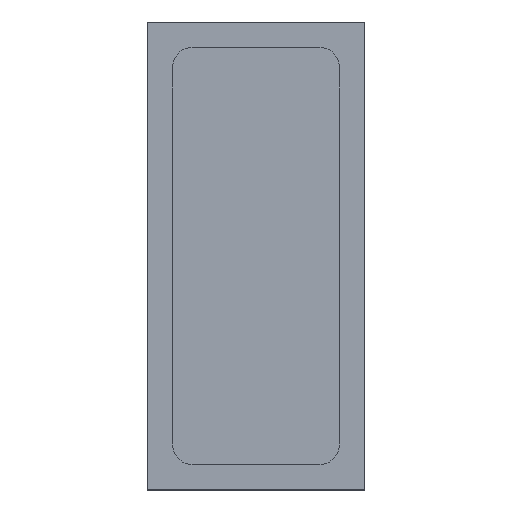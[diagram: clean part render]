
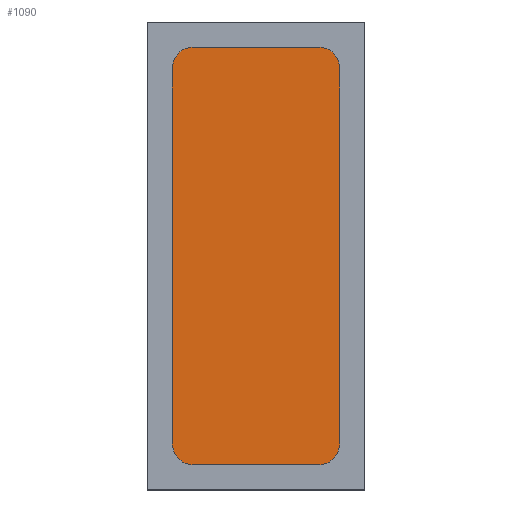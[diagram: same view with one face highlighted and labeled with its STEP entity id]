
A CAD part, top view. The second image highlights one B-rep face of the part: STEP entity #1090.
In plain terms, the highlighted planar face has unit normal (0, 0, 1).
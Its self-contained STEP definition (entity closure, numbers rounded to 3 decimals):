
#59 = CIRCLE ( 'NONE', #169, 5. ) ;
#62 = EDGE_CURVE ( 'NONE', #1436, #1213, #1141, .T. ) ;
#74 = DIRECTION ( 'NONE',  ( 1., 0., 0. ) ) ;
#111 = VECTOR ( 'NONE', #74, 1000. ) ;
#132 = EDGE_CURVE ( 'NONE', #1234, #534, #880, .T. ) ;
#169 = AXIS2_PLACEMENT_3D ( 'NONE', #987, #716, #449 ) ;
#173 = EDGE_CURVE ( 'NONE', #1213, #1076, #307, .T. ) ;
#199 = CARTESIAN_POINT ( 'NONE',  ( 32., -45., 16.5 ) ) ;
#202 = CARTESIAN_POINT ( 'NONE',  ( 72., 50., 16.5 ) ) ;
#215 = AXIS2_PLACEMENT_3D ( 'NONE', #298, #860, #460 ) ;
#233 = EDGE_CURVE ( 'NONE', #628, #891, #1730, .T. ) ;
#245 = VECTOR ( 'NONE', #326, 1000. ) ;
#246 = AXIS2_PLACEMENT_3D ( 'NONE', #697, #856, #714 ) ;
#248 = CARTESIAN_POINT ( 'NONE',  ( 37., 50., 16.5 ) ) ;
#265 = DIRECTION ( 'NONE',  ( -1., 0., 0. ) ) ;
#298 = CARTESIAN_POINT ( 'NONE',  ( 67., -45., 16.5 ) ) ;
#307 = LINE ( 'NONE', #1275, #1652 ) ;
#326 = DIRECTION ( 'NONE',  ( 0., 1., 0. ) ) ;
#401 = ORIENTED_EDGE ( 'NONE', *, *, #853, .F. ) ;
#402 = PLANE ( 'NONE',  #1292 ) ;
#421 = CARTESIAN_POINT ( 'NONE',  ( 72., 45., 16.5 ) ) ;
#442 = EDGE_CURVE ( 'NONE', #534, #628, #597, .T. ) ;
#449 = DIRECTION ( 'NONE',  ( -1., 0., 0. ) ) ;
#460 = DIRECTION ( 'NONE',  ( -1., 0., 0. ) ) ;
#534 = VERTEX_POINT ( 'NONE', #845 ) ;
#584 = ORIENTED_EDGE ( 'NONE', *, *, #173, .F. ) ;
#597 = CIRCLE ( 'NONE', #1539, 5. ) ;
#628 = VERTEX_POINT ( 'NONE', #248 ) ;
#653 = DIRECTION ( 'NONE',  ( 0., 0., -1. ) ) ;
#683 = CIRCLE ( 'NONE', #246, 5. ) ;
#697 = CARTESIAN_POINT ( 'NONE',  ( 67., 45., 16.5 ) ) ;
#702 = CARTESIAN_POINT ( 'NONE',  ( 52., 0., 16.5 ) ) ;
#714 = DIRECTION ( 'NONE',  ( -1., 0., 0. ) ) ;
#716 = DIRECTION ( 'NONE',  ( 0., 0., -1. ) ) ;
#805 = EDGE_CURVE ( 'NONE', #891, #1160, #683, .T. ) ;
#845 = CARTESIAN_POINT ( 'NONE',  ( 32., 45., 16.5 ) ) ;
#853 = EDGE_CURVE ( 'NONE', #1160, #1436, #1279, .T. ) ;
#856 = DIRECTION ( 'NONE',  ( 0., 0., -1. ) ) ;
#860 = DIRECTION ( 'NONE',  ( 0., 0., -1. ) ) ;
#864 = ORIENTED_EDGE ( 'NONE', *, *, #442, .F. ) ;
#880 = LINE ( 'NONE', #1293, #245 ) ;
#891 = VERTEX_POINT ( 'NONE', #965 ) ;
#926 = ORIENTED_EDGE ( 'NONE', *, *, #132, .F. ) ;
#965 = CARTESIAN_POINT ( 'NONE',  ( 67., 50., 16.5 ) ) ;
#987 = CARTESIAN_POINT ( 'NONE',  ( 37., -45., 16.5 ) ) ;
#1009 = ORIENTED_EDGE ( 'NONE', *, *, #805, .F. ) ;
#1076 = VERTEX_POINT ( 'NONE', #1371 ) ;
#1090 = ADVANCED_FACE ( 'NONE', ( #1485 ), #402, .T. ) ;
#1100 = DIRECTION ( 'NONE',  ( 0., 0., 1. ) ) ;
#1141 = CIRCLE ( 'NONE', #215, 5. ) ;
#1159 = CARTESIAN_POINT ( 'NONE',  ( 67., -50., 16.5 ) ) ;
#1160 = VERTEX_POINT ( 'NONE', #421 ) ;
#1213 = VERTEX_POINT ( 'NONE', #1159 ) ;
#1225 = ORIENTED_EDGE ( 'NONE', *, *, #1654, .F. ) ;
#1234 = VERTEX_POINT ( 'NONE', #199 ) ;
#1257 = VECTOR ( 'NONE', #1651, 1000. ) ;
#1275 = CARTESIAN_POINT ( 'NONE',  ( 72., -50., 16.5 ) ) ;
#1279 = LINE ( 'NONE', #1505, #1257 ) ;
#1292 = AXIS2_PLACEMENT_3D ( 'NONE', #702, #1100, #265 ) ;
#1293 = CARTESIAN_POINT ( 'NONE',  ( 32., 50., 16.5 ) ) ;
#1371 = CARTESIAN_POINT ( 'NONE',  ( 37., -50., 16.5 ) ) ;
#1412 = EDGE_LOOP ( 'NONE', ( #584, #1741, #401, #1009, #1531, #864, #926, #1225 ) ) ;
#1436 = VERTEX_POINT ( 'NONE', #1628 ) ;
#1485 = FACE_OUTER_BOUND ( 'NONE', #1412, .T. ) ;
#1505 = CARTESIAN_POINT ( 'NONE',  ( 72., 50., 16.5 ) ) ;
#1529 = DIRECTION ( 'NONE',  ( -1., 0., 0. ) ) ;
#1531 = ORIENTED_EDGE ( 'NONE', *, *, #233, .F. ) ;
#1539 = AXIS2_PLACEMENT_3D ( 'NONE', #1608, #653, #1627 ) ;
#1608 = CARTESIAN_POINT ( 'NONE',  ( 37., 45., 16.5 ) ) ;
#1627 = DIRECTION ( 'NONE',  ( -1., 0., 0. ) ) ;
#1628 = CARTESIAN_POINT ( 'NONE',  ( 72., -45., 16.5 ) ) ;
#1651 = DIRECTION ( 'NONE',  ( 0., -1., 0. ) ) ;
#1652 = VECTOR ( 'NONE', #1529, 1000. ) ;
#1654 = EDGE_CURVE ( 'NONE', #1076, #1234, #59, .T. ) ;
#1730 = LINE ( 'NONE', #202, #111 ) ;
#1741 = ORIENTED_EDGE ( 'NONE', *, *, #62, .F. ) ;
